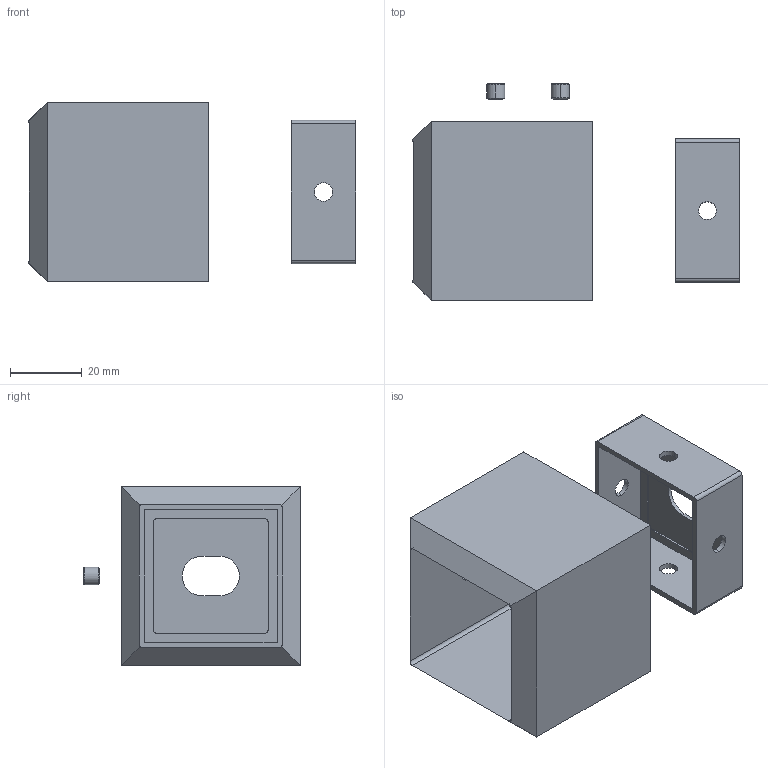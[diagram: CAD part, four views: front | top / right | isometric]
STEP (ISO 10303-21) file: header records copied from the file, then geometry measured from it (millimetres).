
FILE_DESCRIPTION (( 'STEP AP203' ), '1' );
FILE_NAME ('3D_CB3014_40x40_188706560.STEP', '2024-10-17T08:47:42', ( '' ), ( '' ), 'SwSTEP 2.0', 'SolidWorks 2024', '' );
FILE_SCHEMA (( 'CONFIG_CONTROL_DESIGN' ));
Length unit declared in the file: millimetre
Products named in the file (1): 3D_CB3014_40x40_188706560
Bounding box: 91.4 x 60.5 x 50 mm (x, y, z)
Volume: 48078.4 mm3; surface area: 27641.7 mm2
Topology: 4 solids, 4 shells, 87 faces, 216 edges, 140 vertices
Faces by surface type: plane 49, cylinder 30, cone 4, torus 4
Entity records: 2685 total; most frequent: CARTESIAN_POINT 468, DIRECTION 452, ORIENTED_EDGE 432, EDGE_CURVE 216, AXIS2_PLACEMENT_3D 156, VERTEX_POINT 140, LINE 140, VECTOR 140
